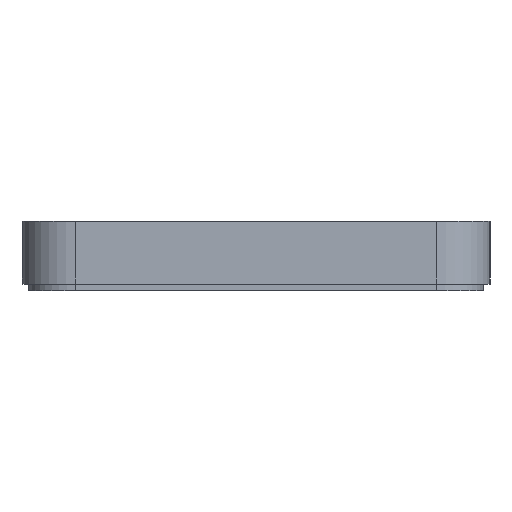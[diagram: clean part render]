
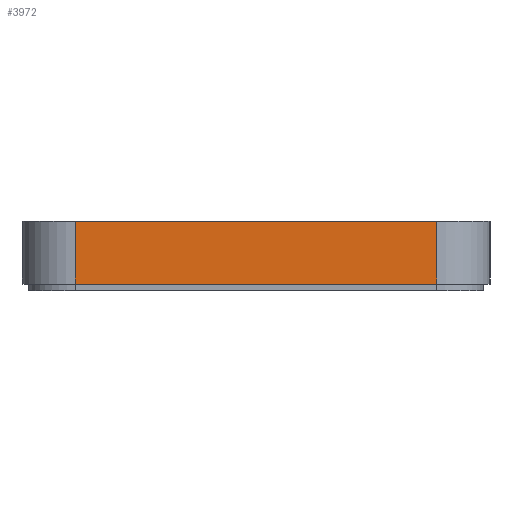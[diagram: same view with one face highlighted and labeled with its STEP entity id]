
A CAD part, left-side view. The second image highlights one B-rep face of the part: STEP entity #3972.
In plain terms, the highlighted planar face has unit normal (-1, 0, 0).
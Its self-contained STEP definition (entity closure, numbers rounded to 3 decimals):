
#172 = VECTOR ( 'NONE', #3983, 1000. ) ;
#398 = PLANE ( 'NONE',  #2981 ) ;
#635 = EDGE_CURVE ( 'NONE', #4868, #3662, #5228, .T. ) ;
#727 = EDGE_CURVE ( 'NONE', #801, #4868, #2944, .T. ) ;
#801 = VERTEX_POINT ( 'NONE', #7623 ) ;
#1110 = CARTESIAN_POINT ( 'NONE',  ( 573.237, 23.251, 11.2 ) ) ;
#1261 = CARTESIAN_POINT ( 'NONE',  ( 573.237, 50.251, 11.3 ) ) ;
#1281 = VERTEX_POINT ( 'NONE', #1261 ) ;
#1542 = EDGE_LOOP ( 'NONE', ( #5876, #4498, #6953, #3485 ) ) ;
#1970 = CARTESIAN_POINT ( 'NONE',  ( 573.237, 50.251, 6.6 ) ) ;
#2130 = CARTESIAN_POINT ( 'NONE',  ( 573.237, 23.251, 6.6 ) ) ;
#2266 = DIRECTION ( 'NONE',  ( 0., 0., 1. ) ) ;
#2432 = CARTESIAN_POINT ( 'NONE',  ( 573.237, 50.251, 6.6 ) ) ;
#2703 = VECTOR ( 'NONE', #4619, 1000. ) ;
#2759 = CARTESIAN_POINT ( 'NONE',  ( 573.237, 50.251, 11.3 ) ) ;
#2944 = LINE ( 'NONE', #1110, #6616 ) ;
#2981 = AXIS2_PLACEMENT_3D ( 'NONE', #5974, #7276, #2266 ) ;
#3060 = DIRECTION ( 'NONE',  ( 0., 0., -1. ) ) ;
#3319 = LINE ( 'NONE', #1970, #5551 ) ;
#3453 = FACE_OUTER_BOUND ( 'NONE', #1542, .T. ) ;
#3457 = LINE ( 'NONE', #2759, #172 ) ;
#3485 = ORIENTED_EDGE ( 'NONE', *, *, #635, .F. ) ;
#3662 = VERTEX_POINT ( 'NONE', #2432 ) ;
#3972 = ADVANCED_FACE ( 'NONE', ( #3453 ), #398, .T. ) ;
#3983 = DIRECTION ( 'NONE',  ( 0., -1., 0. ) ) ;
#4322 = CARTESIAN_POINT ( 'NONE',  ( 573.237, 23.251, 6.6 ) ) ;
#4498 = ORIENTED_EDGE ( 'NONE', *, *, #6567, .F. ) ;
#4619 = DIRECTION ( 'NONE',  ( 0., 1., 0. ) ) ;
#4868 = VERTEX_POINT ( 'NONE', #4322 ) ;
#5228 = LINE ( 'NONE', #2130, #2703 ) ;
#5362 = EDGE_CURVE ( 'NONE', #3662, #1281, #3319, .T. ) ;
#5551 = VECTOR ( 'NONE', #6415, 1000. ) ;
#5876 = ORIENTED_EDGE ( 'NONE', *, *, #727, .F. ) ;
#5974 = CARTESIAN_POINT ( 'NONE',  ( 573.237, 36.751, -11.4 ) ) ;
#6415 = DIRECTION ( 'NONE',  ( 0., 0., 1. ) ) ;
#6567 = EDGE_CURVE ( 'NONE', #1281, #801, #3457, .T. ) ;
#6616 = VECTOR ( 'NONE', #3060, 1000. ) ;
#6953 = ORIENTED_EDGE ( 'NONE', *, *, #5362, .F. ) ;
#7276 = DIRECTION ( 'NONE',  ( -1., 0., 0. ) ) ;
#7623 = CARTESIAN_POINT ( 'NONE',  ( 573.237, 23.251, 11.3 ) ) ;
